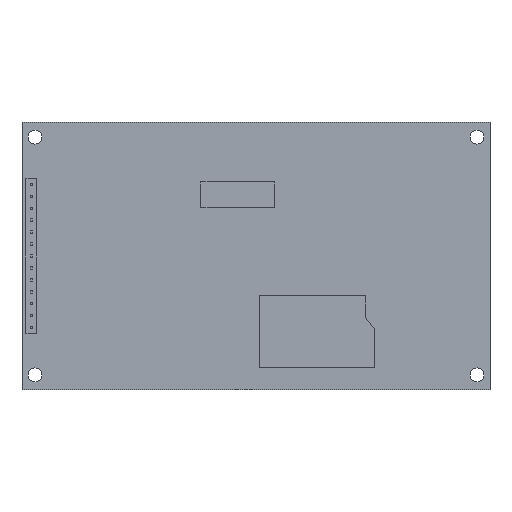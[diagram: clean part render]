
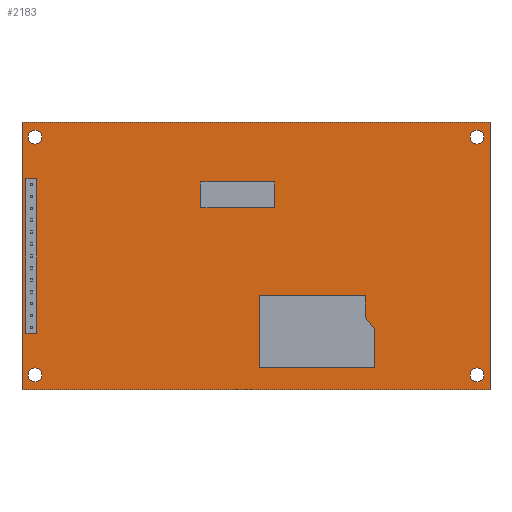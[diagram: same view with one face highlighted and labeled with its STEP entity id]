
A CAD part, front view. The second image highlights one B-rep face of the part: STEP entity #2183.
In plain terms, the highlighted planar face has unit normal (0, -1, 0).
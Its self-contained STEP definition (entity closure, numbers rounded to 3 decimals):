
#29=FACE_BOUND('',#190,.T.);
#30=FACE_BOUND('',#191,.T.);
#31=FACE_BOUND('',#192,.T.);
#32=FACE_BOUND('',#193,.T.);
#53=CIRCLE('',#2331,1.6);
#54=CIRCLE('',#2332,1.6);
#55=CIRCLE('',#2333,1.6);
#56=CIRCLE('',#2334,1.6);
#61=FACE_OUTER_BOUND('',#189,.T.);
#189=EDGE_LOOP('',(#1447,#1448,#1449,#1450));
#190=EDGE_LOOP('',(#1451));
#191=EDGE_LOOP('',(#1452));
#192=EDGE_LOOP('',(#1453));
#193=EDGE_LOOP('',(#1454));
#341=LINE('',#3042,#639);
#342=LINE('',#3044,#640);
#343=LINE('',#3046,#641);
#344=LINE('',#3047,#642);
#639=VECTOR('',#2470,10.);
#640=VECTOR('',#2471,10.);
#641=VECTOR('',#2472,10.);
#642=VECTOR('',#2473,10.);
#937=VERTEX_POINT('',#3040);
#938=VERTEX_POINT('',#3041);
#939=VERTEX_POINT('',#3043);
#940=VERTEX_POINT('',#3045);
#941=VERTEX_POINT('',#3048);
#942=VERTEX_POINT('',#3050);
#943=VERTEX_POINT('',#3052);
#944=VERTEX_POINT('',#3054);
#1141=EDGE_CURVE('',#937,#938,#341,.T.);
#1142=EDGE_CURVE('',#939,#937,#342,.T.);
#1143=EDGE_CURVE('',#940,#939,#343,.T.);
#1144=EDGE_CURVE('',#938,#940,#344,.T.);
#1145=EDGE_CURVE('',#941,#941,#53,.T.);
#1146=EDGE_CURVE('',#942,#942,#54,.T.);
#1147=EDGE_CURVE('',#943,#943,#55,.T.);
#1148=EDGE_CURVE('',#944,#944,#56,.T.);
#1447=ORIENTED_EDGE('',*,*,#1141,.F.);
#1448=ORIENTED_EDGE('',*,*,#1142,.F.);
#1449=ORIENTED_EDGE('',*,*,#1143,.F.);
#1450=ORIENTED_EDGE('',*,*,#1144,.F.);
#1451=ORIENTED_EDGE('',*,*,#1145,.F.);
#1452=ORIENTED_EDGE('',*,*,#1146,.F.);
#1453=ORIENTED_EDGE('',*,*,#1147,.F.);
#1454=ORIENTED_EDGE('',*,*,#1148,.F.);
#2059=PLANE('',#2330);
#2183=ADVANCED_FACE('',(#61,#29,#30,#31,#32),#2059,.F.);
#2330=AXIS2_PLACEMENT_3D('',#3039,#2468,#2469);
#2331=AXIS2_PLACEMENT_3D('',#3049,#2474,#2475);
#2332=AXIS2_PLACEMENT_3D('',#3051,#2476,#2477);
#2333=AXIS2_PLACEMENT_3D('',#3053,#2478,#2479);
#2334=AXIS2_PLACEMENT_3D('',#3055,#2480,#2481);
#2468=DIRECTION('center_axis',(0.,1.,0.));
#2469=DIRECTION('ref_axis',(1.,0.,0.));
#2470=DIRECTION('',(0.,0.,1.));
#2471=DIRECTION('',(-1.,0.,0.));
#2472=DIRECTION('',(0.,0.,-1.));
#2473=DIRECTION('',(1.,0.,0.));
#2474=DIRECTION('center_axis',(0.,-1.,0.));
#2475=DIRECTION('ref_axis',(1.,0.,0.));
#2476=DIRECTION('center_axis',(0.,-1.,0.));
#2477=DIRECTION('ref_axis',(1.,0.,0.));
#2478=DIRECTION('center_axis',(0.,-1.,0.));
#2479=DIRECTION('ref_axis',(1.,0.,0.));
#2480=DIRECTION('center_axis',(0.,-1.,0.));
#2481=DIRECTION('ref_axis',(1.,0.,0.));
#3039=CARTESIAN_POINT('Origin',(54.,0.,-30.825));
#3040=CARTESIAN_POINT('',(0.,0.,-61.65));
#3041=CARTESIAN_POINT('',(0.,0.,0.));
#3042=CARTESIAN_POINT('',(0.,0.,-61.65));
#3043=CARTESIAN_POINT('',(108.,0.,-61.65));
#3044=CARTESIAN_POINT('',(108.,0.,-61.65));
#3045=CARTESIAN_POINT('',(108.,0.,0.));
#3046=CARTESIAN_POINT('',(108.,0.,0.));
#3047=CARTESIAN_POINT('',(0.,0.,0.));
#3048=CARTESIAN_POINT('',(103.4,0.,-3.4));
#3049=CARTESIAN_POINT('Origin',(105.,0.,-3.4));
#3050=CARTESIAN_POINT('',(1.4,0.,-58.25));
#3051=CARTESIAN_POINT('Origin',(3.,0.,-58.25));
#3052=CARTESIAN_POINT('',(1.4,0.,-3.4));
#3053=CARTESIAN_POINT('Origin',(3.,0.,-3.4));
#3054=CARTESIAN_POINT('',(103.4,0.,-58.25));
#3055=CARTESIAN_POINT('Origin',(105.,0.,-58.25));
